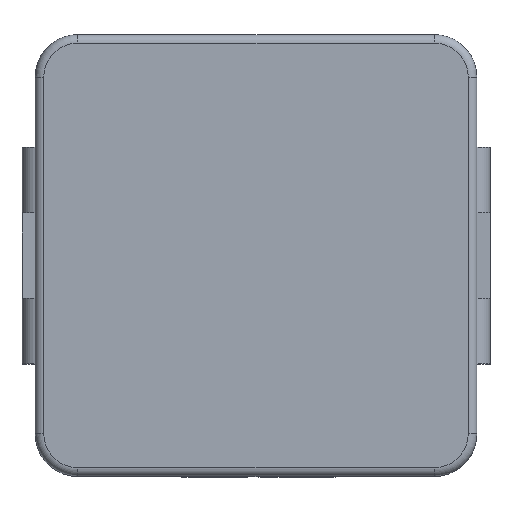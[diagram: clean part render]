
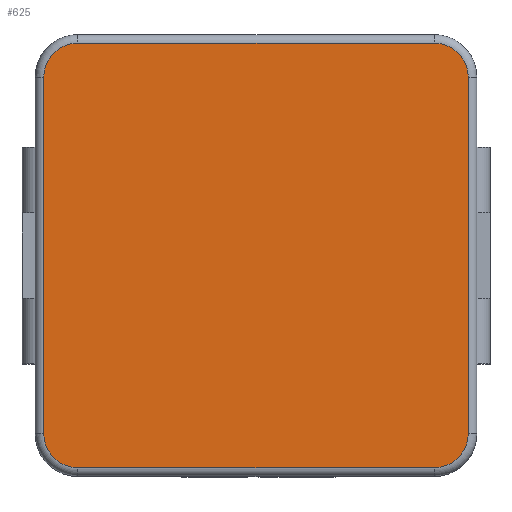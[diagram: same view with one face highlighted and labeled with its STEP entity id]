
A CAD part, top view. The second image highlights one B-rep face of the part: STEP entity #625.
In plain terms, the highlighted planar face has unit normal (0, 0, 1).
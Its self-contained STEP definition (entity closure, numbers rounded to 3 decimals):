
#123 = VERTEX_POINT ( 'NONE', #3531 ) ;
#144 = CARTESIAN_POINT ( 'NONE',  ( 2.49, 2.09, 2.8 ) ) ;
#325 = DIRECTION ( 'NONE',  ( 1., 0., 0. ) ) ;
#395 = LINE ( 'NONE', #7660, #9759 ) ;
#415 = VECTOR ( 'NONE', #11130, 1000. ) ;
#625 = ADVANCED_FACE ( 'NONE', ( #7765 ), #7511, .F. ) ;
#1168 = EDGE_CURVE ( 'NONE', #8663, #123, #9125, .T. ) ;
#1224 = DIRECTION ( 'NONE',  ( 0., 0., 1. ) ) ;
#1588 = EDGE_CURVE ( 'NONE', #6441, #7816, #11437, .T. ) ;
#1666 = ORIENTED_EDGE ( 'NONE', *, *, #4410, .T. ) ;
#1728 = CIRCLE ( 'NONE', #11068, 0.4 ) ;
#2048 = DIRECTION ( 'NONE',  ( -1., 0., 0. ) ) ;
#2153 = DIRECTION ( 'NONE',  ( -1., 0., 0. ) ) ;
#2245 = CIRCLE ( 'NONE', #9216, 0.4 ) ;
#2295 = DIRECTION ( 'NONE',  ( -1., 0., 0. ) ) ;
#2351 = ORIENTED_EDGE ( 'NONE', *, *, #7993, .T. ) ;
#2417 = VERTEX_POINT ( 'NONE', #11733 ) ;
#3057 = LINE ( 'NONE', #11356, #6143 ) ;
#3246 = VERTEX_POINT ( 'NONE', #13054 ) ;
#3254 = ORIENTED_EDGE ( 'NONE', *, *, #1588, .T. ) ;
#3531 = CARTESIAN_POINT ( 'NONE',  ( -2.09, -2.49, 2.8 ) ) ;
#4076 = EDGE_LOOP ( 'NONE', ( #1666, #5611, #5762, #5859, #2351, #3254, #12113, #6200 ) ) ;
#4293 = EDGE_CURVE ( 'NONE', #123, #3246, #395, .T. ) ;
#4396 = DIRECTION ( 'NONE',  ( 0., 1., 0. ) ) ;
#4410 = EDGE_CURVE ( 'NONE', #4808, #8663, #4737, .T. ) ;
#4709 = CARTESIAN_POINT ( 'NONE',  ( -2.09, 2.49, 2.8 ) ) ;
#4737 = LINE ( 'NONE', #9096, #415 ) ;
#4808 = VERTEX_POINT ( 'NONE', #9024 ) ;
#5135 = DIRECTION ( 'NONE',  ( 0., 0., 1. ) ) ;
#5581 = CARTESIAN_POINT ( 'NONE',  ( -2.09, -2.09, 2.8 ) ) ;
#5611 = ORIENTED_EDGE ( 'NONE', *, *, #1168, .T. ) ;
#5762 = ORIENTED_EDGE ( 'NONE', *, *, #4293, .T. ) ;
#5859 = ORIENTED_EDGE ( 'NONE', *, *, #7556, .T. ) ;
#6045 = DIRECTION ( 'NONE',  ( -1., 0., 0. ) ) ;
#6143 = VECTOR ( 'NONE', #2048, 1000. ) ;
#6200 = ORIENTED_EDGE ( 'NONE', *, *, #9991, .T. ) ;
#6441 = VERTEX_POINT ( 'NONE', #6845 ) ;
#6644 = AXIS2_PLACEMENT_3D ( 'NONE', #11406, #5135, #2295 ) ;
#6803 = VECTOR ( 'NONE', #4396, 1000. ) ;
#6845 = CARTESIAN_POINT ( 'NONE',  ( 2.49, 2.09, 2.8 ) ) ;
#6924 = EDGE_CURVE ( 'NONE', #7816, #8721, #3057, .T. ) ;
#7059 = AXIS2_PLACEMENT_3D ( 'NONE', #7901, #9013, #6045 ) ;
#7165 = DIRECTION ( 'NONE',  ( -1., 0., 0. ) ) ;
#7511 = PLANE ( 'NONE',  #7059 ) ;
#7556 = EDGE_CURVE ( 'NONE', #3246, #2417, #2245, .T. ) ;
#7660 = CARTESIAN_POINT ( 'NONE',  ( 2.09, -2.49, 2.8 ) ) ;
#7751 = DIRECTION ( 'NONE',  ( -1., 0., 0. ) ) ;
#7765 = FACE_OUTER_BOUND ( 'NONE', #4076, .T. ) ;
#7816 = VERTEX_POINT ( 'NONE', #11032 ) ;
#7901 = CARTESIAN_POINT ( 'NONE',  ( 2.09, 2.09, 2.8 ) ) ;
#7993 = EDGE_CURVE ( 'NONE', #2417, #6441, #9736, .T. ) ;
#8107 = CARTESIAN_POINT ( 'NONE',  ( 2.09, -2.09, 2.8 ) ) ;
#8663 = VERTEX_POINT ( 'NONE', #9069 ) ;
#8721 = VERTEX_POINT ( 'NONE', #4709 ) ;
#9013 = DIRECTION ( 'NONE',  ( 0., 0., -1. ) ) ;
#9024 = CARTESIAN_POINT ( 'NONE',  ( -2.49, 2.09, 2.8 ) ) ;
#9069 = CARTESIAN_POINT ( 'NONE',  ( -2.49, -2.09, 2.8 ) ) ;
#9096 = CARTESIAN_POINT ( 'NONE',  ( -2.49, 2.09, 2.8 ) ) ;
#9125 = CIRCLE ( 'NONE', #10849, 0.4 ) ;
#9216 = AXIS2_PLACEMENT_3D ( 'NONE', #8107, #11440, #7165 ) ;
#9736 = LINE ( 'NONE', #144, #6803 ) ;
#9759 = VECTOR ( 'NONE', #325, 1000. ) ;
#9991 = EDGE_CURVE ( 'NONE', #8721, #4808, #1728, .T. ) ;
#10715 = CARTESIAN_POINT ( 'NONE',  ( -2.09, 2.09, 2.8 ) ) ;
#10849 = AXIS2_PLACEMENT_3D ( 'NONE', #5581, #12900, #7751 ) ;
#11032 = CARTESIAN_POINT ( 'NONE',  ( 2.09, 2.49, 2.8 ) ) ;
#11068 = AXIS2_PLACEMENT_3D ( 'NONE', #10715, #1224, #2153 ) ;
#11130 = DIRECTION ( 'NONE',  ( 0., -1., 0. ) ) ;
#11356 = CARTESIAN_POINT ( 'NONE',  ( 2.09, 2.49, 2.8 ) ) ;
#11406 = CARTESIAN_POINT ( 'NONE',  ( 2.09, 2.09, 2.8 ) ) ;
#11437 = CIRCLE ( 'NONE', #6644, 0.4 ) ;
#11440 = DIRECTION ( 'NONE',  ( 0., 0., 1. ) ) ;
#11733 = CARTESIAN_POINT ( 'NONE',  ( 2.49, -2.09, 2.8 ) ) ;
#12113 = ORIENTED_EDGE ( 'NONE', *, *, #6924, .T. ) ;
#12900 = DIRECTION ( 'NONE',  ( 0., 0., 1. ) ) ;
#13054 = CARTESIAN_POINT ( 'NONE',  ( 2.09, -2.49, 2.8 ) ) ;
